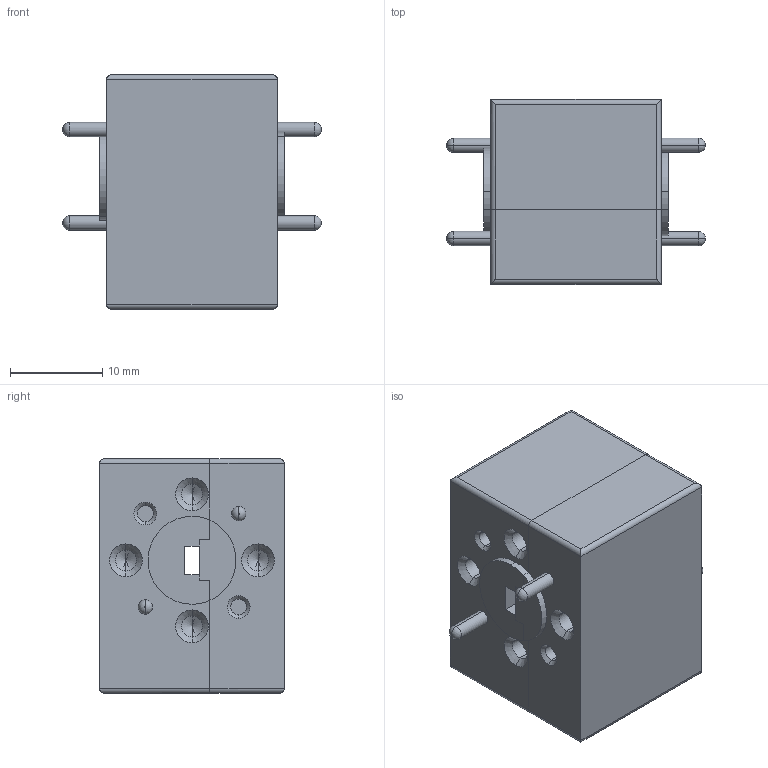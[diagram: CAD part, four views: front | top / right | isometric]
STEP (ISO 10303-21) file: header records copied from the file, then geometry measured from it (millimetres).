
FILE_DESCRIPTION (( 'STEP AP214' ), '1' );
FILE_NAME ('FM-W12IR002_3D.step', '2023-03-08T20:49:57', ( '' ), ( '' ), 'SwSTEP 2.0', 'SolidWorks 2022', '' );
FILE_SCHEMA (( 'AUTOMOTIVE_DESIGN' ));
Length unit declared in the file: inch
Products named in the file (1): FM-W12IR002_3D
Bounding box: 28 x 20 x 25.4 mm (x, y, z)
Volume: 9173.3 mm3; surface area: 3646.9 mm2
Topology: 1 solids, 1 shells, 289 faces, 716 edges, 442 vertices
Faces by surface type: plane 145, cylinder 82, cone 40, torus 22
Entity records: 8738 total; most frequent: CARTESIAN_POINT 1708, DIRECTION 1428, ORIENTED_EDGE 1400, EDGE_CURVE 700, AXIS2_PLACEMENT_3D 530, VERTEX_POINT 442, LINE 368, VECTOR 368
